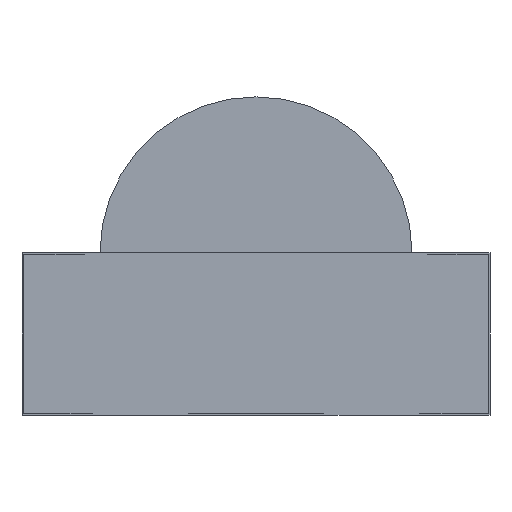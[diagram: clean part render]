
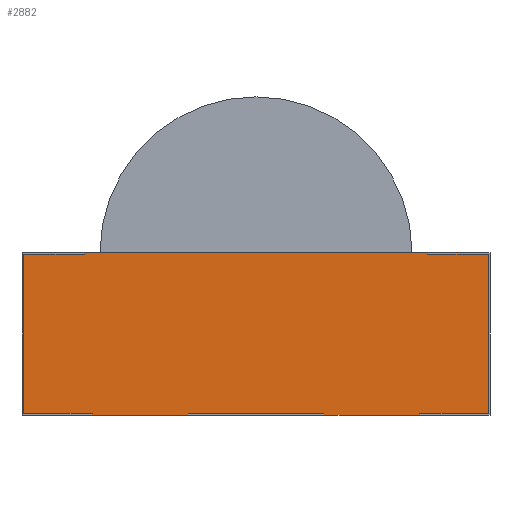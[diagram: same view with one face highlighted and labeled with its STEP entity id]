
A CAD part, front view. The second image highlights one B-rep face of the part: STEP entity #2882.
In plain terms, the highlighted planar face has unit normal (0, -1, 0).
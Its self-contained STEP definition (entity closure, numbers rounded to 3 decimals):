
#84=LINE('',#3874,#359);
#89=LINE('',#3885,#364);
#95=LINE('',#3897,#370);
#99=LINE('',#3910,#374);
#100=LINE('',#3912,#375);
#101=LINE('',#3913,#376);
#102=LINE('',#3915,#377);
#103=LINE('',#3917,#378);
#104=LINE('',#3919,#379);
#105=LINE('',#3921,#380);
#106=LINE('',#3923,#381);
#107=LINE('',#3925,#382);
#108=LINE('',#3927,#383);
#109=LINE('',#3929,#384);
#110=LINE('',#3930,#385);
#111=LINE('',#3932,#386);
#359=VECTOR('',#3215,1000.);
#364=VECTOR('',#3222,1000.);
#370=VECTOR('',#3230,1000.);
#374=VECTOR('',#3240,1000.);
#375=VECTOR('',#3241,1000.);
#376=VECTOR('',#3242,1000.);
#377=VECTOR('',#3243,1000.);
#378=VECTOR('',#3244,1000.);
#379=VECTOR('',#3245,1000.);
#380=VECTOR('',#3246,1000.);
#381=VECTOR('',#3247,1000.);
#382=VECTOR('',#3248,1000.);
#383=VECTOR('',#3249,1000.);
#384=VECTOR('',#3250,1000.);
#385=VECTOR('',#3251,1000.);
#386=VECTOR('',#3252,1000.);
#661=ORIENTED_EDGE('',*,*,#1279,.F.);
#662=ORIENTED_EDGE('',*,*,#1280,.T.);
#663=ORIENTED_EDGE('',*,*,#1273,.T.);
#664=ORIENTED_EDGE('',*,*,#1281,.F.);
#665=ORIENTED_EDGE('',*,*,#1282,.F.);
#666=ORIENTED_EDGE('',*,*,#1283,.T.);
#667=ORIENTED_EDGE('',*,*,#1284,.T.);
#668=ORIENTED_EDGE('',*,*,#1285,.F.);
#669=ORIENTED_EDGE('',*,*,#1286,.T.);
#670=ORIENTED_EDGE('',*,*,#1287,.T.);
#671=ORIENTED_EDGE('',*,*,#1288,.T.);
#672=ORIENTED_EDGE('',*,*,#1289,.T.);
#673=ORIENTED_EDGE('',*,*,#1262,.F.);
#674=ORIENTED_EDGE('',*,*,#1290,.F.);
#675=ORIENTED_EDGE('',*,*,#1291,.F.);
#676=ORIENTED_EDGE('',*,*,#1267,.T.);
#1262=EDGE_CURVE('',#1571,#1572,#84,.T.);
#1267=EDGE_CURVE('',#1577,#1575,#89,.T.);
#1273=EDGE_CURVE('',#1582,#1583,#95,.T.);
#1279=EDGE_CURVE('',#1588,#1575,#99,.T.);
#1280=EDGE_CURVE('',#1588,#1582,#100,.T.);
#1281=EDGE_CURVE('',#1589,#1583,#101,.T.);
#1282=EDGE_CURVE('',#1590,#1589,#102,.T.);
#1283=EDGE_CURVE('',#1590,#1591,#103,.T.);
#1284=EDGE_CURVE('',#1591,#1592,#104,.T.);
#1285=EDGE_CURVE('',#1593,#1592,#105,.T.);
#1286=EDGE_CURVE('',#1593,#1594,#106,.T.);
#1287=EDGE_CURVE('',#1594,#1595,#107,.T.);
#1288=EDGE_CURVE('',#1595,#1596,#108,.T.);
#1289=EDGE_CURVE('',#1596,#1572,#109,.T.);
#1290=EDGE_CURVE('',#1597,#1571,#110,.T.);
#1291=EDGE_CURVE('',#1577,#1597,#111,.T.);
#1571=VERTEX_POINT('',#3873);
#1572=VERTEX_POINT('',#3875);
#1575=VERTEX_POINT('',#3883);
#1577=VERTEX_POINT('',#3886);
#1582=VERTEX_POINT('',#3898);
#1583=VERTEX_POINT('',#3899);
#1588=VERTEX_POINT('',#3911);
#1589=VERTEX_POINT('',#3914);
#1590=VERTEX_POINT('',#3916);
#1591=VERTEX_POINT('',#3918);
#1592=VERTEX_POINT('',#3920);
#1593=VERTEX_POINT('',#3922);
#1594=VERTEX_POINT('',#3924);
#1595=VERTEX_POINT('',#3926);
#1596=VERTEX_POINT('',#3928);
#1597=VERTEX_POINT('',#3931);
#1778=EDGE_LOOP('',(#661,#662,#663,#664,#665,#666,#667,#668,#669,#670,#671,
#672,#673,#674,#675,#676));
#1905=FACE_BOUND('',#1778,.T.);
#2029=PLANE('',#3030);
#2882=ADVANCED_FACE('',(#1905),#2029,.F.);
#3030=AXIS2_PLACEMENT_3D('',#3909,#3238,#3239);
#3215=DIRECTION('',(1.,0.,0.));
#3222=DIRECTION('',(0.,0.,-1.));
#3230=DIRECTION('',(1.,0.,0.));
#3238=DIRECTION('',(0.,1.,0.));
#3239=DIRECTION('',(0.,0.,1.));
#3240=DIRECTION('',(-1.,0.,0.));
#3241=DIRECTION('',(0.,0.,-1.));
#3242=DIRECTION('',(0.,0.,-1.));
#3243=DIRECTION('',(-1.,0.,0.));
#3244=DIRECTION('',(0.,0.,-1.));
#3245=DIRECTION('',(1.,0.,0.));
#3246=DIRECTION('',(0.,0.,-1.));
#3247=DIRECTION('',(1.,0.,0.));
#3248=DIRECTION('',(0.,0.,1.));
#3249=DIRECTION('',(-1.,0.,0.));
#3250=DIRECTION('',(0.,0.,1.));
#3251=DIRECTION('',(0.,0.,1.));
#3252=DIRECTION('',(1.,0.,0.));
#3873=CARTESIAN_POINT('',(-1.1,-0.5,1.04));
#3874=CARTESIAN_POINT('',(-1.5,-0.5,1.04));
#3875=CARTESIAN_POINT('',(1.1,-0.5,1.04));
#3883=CARTESIAN_POINT('',(-1.49,-0.5,0.01));
#3885=CARTESIAN_POINT('',(-1.49,-0.5,1.03));
#3886=CARTESIAN_POINT('',(-1.49,-0.5,1.03));
#3897=CARTESIAN_POINT('',(-1.5,-0.5,0.));
#3898=CARTESIAN_POINT('',(-1.05,-0.5,0.));
#3899=CARTESIAN_POINT('',(-0.435,-0.5,0.));
#3909=CARTESIAN_POINT('',(-1.5,-0.5,1.04));
#3910=CARTESIAN_POINT('',(-1.05,-0.5,0.01));
#3911=CARTESIAN_POINT('',(-1.05,-0.5,0.01));
#3912=CARTESIAN_POINT('',(-1.05,-0.5,0.01));
#3913=CARTESIAN_POINT('',(-0.435,-0.5,0.01));
#3914=CARTESIAN_POINT('',(-0.435,-0.5,0.01));
#3915=CARTESIAN_POINT('',(-0.435,-0.5,0.01));
#3916=CARTESIAN_POINT('',(0.435,-0.5,0.01));
#3917=CARTESIAN_POINT('',(0.435,-0.5,0.01));
#3918=CARTESIAN_POINT('',(0.435,-0.5,0.));
#3919=CARTESIAN_POINT('',(-1.5,-0.5,0.));
#3920=CARTESIAN_POINT('',(1.05,-0.5,0.));
#3921=CARTESIAN_POINT('',(1.05,-0.5,0.01));
#3922=CARTESIAN_POINT('',(1.05,-0.5,0.01));
#3923=CARTESIAN_POINT('',(1.05,-0.5,0.01));
#3924=CARTESIAN_POINT('',(1.49,-0.5,0.01));
#3925=CARTESIAN_POINT('',(1.49,-0.5,0.));
#3926=CARTESIAN_POINT('',(1.49,-0.5,1.03));
#3927=CARTESIAN_POINT('',(1.5,-0.5,1.03));
#3928=CARTESIAN_POINT('',(1.1,-0.5,1.03));
#3929=CARTESIAN_POINT('',(1.1,-0.5,1.03));
#3930=CARTESIAN_POINT('',(-1.1,-0.5,1.03));
#3931=CARTESIAN_POINT('',(-1.1,-0.5,1.03));
#3932=CARTESIAN_POINT('',(-1.5,-0.5,1.03));
